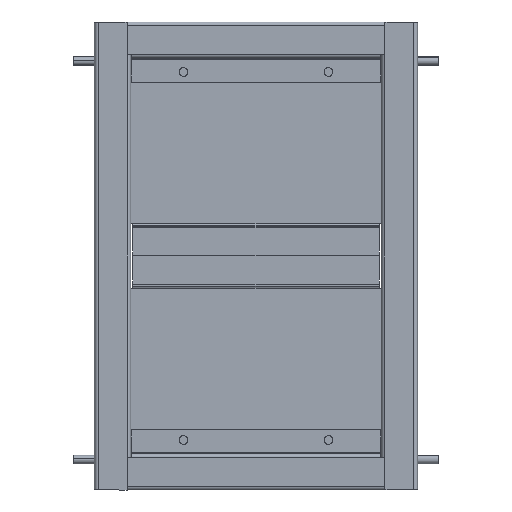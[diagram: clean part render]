
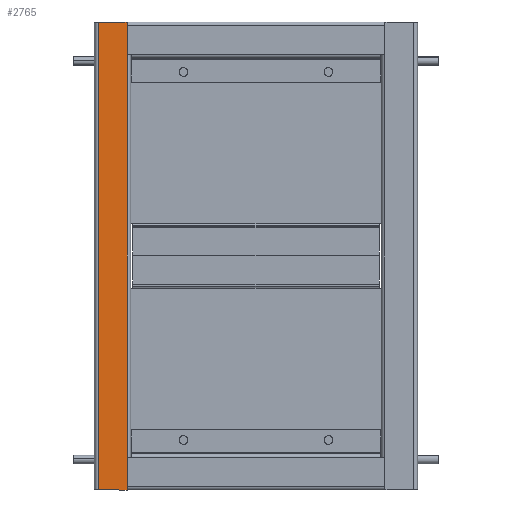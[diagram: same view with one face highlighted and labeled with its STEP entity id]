
A CAD part, front view. The second image highlights one B-rep face of the part: STEP entity #2765.
In plain terms, the highlighted planar face has unit normal (0, -1, 0).
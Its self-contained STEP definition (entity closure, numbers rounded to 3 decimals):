
#285 = AXIS2_PLACEMENT_3D ( 'NONE', #3640, #4028, #4913 ) ;
#289 = EDGE_LOOP ( 'NONE', ( #4338, #3765, #1868, #1291, #767, #4135 ) ) ;
#389 = VECTOR ( 'NONE', #4503, 1000. ) ;
#390 = VECTOR ( 'NONE', #1427, 1000. ) ;
#462 = EDGE_CURVE ( 'NONE', #4449, #896, #5063, .T. ) ;
#488 = CARTESIAN_POINT ( 'NONE',  ( 22.5, 0., -161.5 ) ) ;
#521 = PLANE ( 'NONE',  #285 ) ;
#528 = CARTESIAN_POINT ( 'NONE',  ( 22.5, 0., -161.5 ) ) ;
#539 = VECTOR ( 'NONE', #2253, 1000. ) ;
#575 = DIRECTION ( 'NONE',  ( 0., 0., -1. ) ) ;
#626 = LINE ( 'NONE', #1434, #3590 ) ;
#767 = ORIENTED_EDGE ( 'NONE', *, *, #976, .F. ) ;
#896 = VERTEX_POINT ( 'NONE', #4218 ) ;
#976 = EDGE_CURVE ( 'NONE', #4449, #4513, #3933, .T. ) ;
#1200 = CARTESIAN_POINT ( 'NONE',  ( 22.5, 0., 161.5 ) ) ;
#1291 = ORIENTED_EDGE ( 'NONE', *, *, #1424, .F. ) ;
#1424 = EDGE_CURVE ( 'NONE', #4513, #2333, #626, .T. ) ;
#1427 = DIRECTION ( 'NONE',  ( 0., 0., -1. ) ) ;
#1428 = CARTESIAN_POINT ( 'NONE',  ( 22.5, 0., -161.5 ) ) ;
#1434 = CARTESIAN_POINT ( 'NONE',  ( 22.5, 0., 161.5 ) ) ;
#1508 = CARTESIAN_POINT ( 'NONE',  ( 0., 0., -161.5 ) ) ;
#1530 = CARTESIAN_POINT ( 'NONE',  ( 25., 0., 161.5 ) ) ;
#1765 = LINE ( 'NONE', #488, #389 ) ;
#1769 = LINE ( 'NONE', #1428, #4591 ) ;
#1828 = LINE ( 'NONE', #1508, #539 ) ;
#1868 = ORIENTED_EDGE ( 'NONE', *, *, #4628, .T. ) ;
#2025 = DIRECTION ( 'NONE',  ( 1., 0., 0. ) ) ;
#2071 = FACE_OUTER_BOUND ( 'NONE', #289, .T. ) ;
#2098 = VECTOR ( 'NONE', #2025, 1000. ) ;
#2253 = DIRECTION ( 'NONE',  ( -1., 0., 0. ) ) ;
#2320 = VERTEX_POINT ( 'NONE', #528 ) ;
#2333 = VERTEX_POINT ( 'NONE', #4405 ) ;
#2544 = VERTEX_POINT ( 'NONE', #3874 ) ;
#2584 = CARTESIAN_POINT ( 'NONE',  ( 2.5, 0., 161.5 ) ) ;
#2765 = ADVANCED_FACE ( 'NONE', ( #2071 ), #521, .T. ) ;
#2980 = DIRECTION ( 'NONE',  ( 0., 0., 1. ) ) ;
#3083 = CARTESIAN_POINT ( 'NONE',  ( 2.5, 0., 161.5 ) ) ;
#3117 = EDGE_CURVE ( 'NONE', #2320, #2544, #1769, .T. ) ;
#3590 = VECTOR ( 'NONE', #575, 1000. ) ;
#3640 = CARTESIAN_POINT ( 'NONE',  ( 0., 0., 0. ) ) ;
#3765 = ORIENTED_EDGE ( 'NONE', *, *, #3117, .T. ) ;
#3874 = CARTESIAN_POINT ( 'NONE',  ( 22.5, 0., -139. ) ) ;
#3933 = LINE ( 'NONE', #1530, #2098 ) ;
#4028 = DIRECTION ( 'NONE',  ( 0., -1., 0. ) ) ;
#4135 = ORIENTED_EDGE ( 'NONE', *, *, #462, .T. ) ;
#4218 = CARTESIAN_POINT ( 'NONE',  ( 2.5, 0., -161.5 ) ) ;
#4338 = ORIENTED_EDGE ( 'NONE', *, *, #4365, .F. ) ;
#4365 = EDGE_CURVE ( 'NONE', #2320, #896, #1828, .T. ) ;
#4405 = CARTESIAN_POINT ( 'NONE',  ( 22.5, 0., 139. ) ) ;
#4449 = VERTEX_POINT ( 'NONE', #2584 ) ;
#4503 = DIRECTION ( 'NONE',  ( 0., 0., 1. ) ) ;
#4513 = VERTEX_POINT ( 'NONE', #1200 ) ;
#4591 = VECTOR ( 'NONE', #2980, 1000. ) ;
#4628 = EDGE_CURVE ( 'NONE', #2544, #2333, #1765, .T. ) ;
#4913 = DIRECTION ( 'NONE',  ( 0., 0., -1. ) ) ;
#5063 = LINE ( 'NONE', #3083, #390 ) ;
